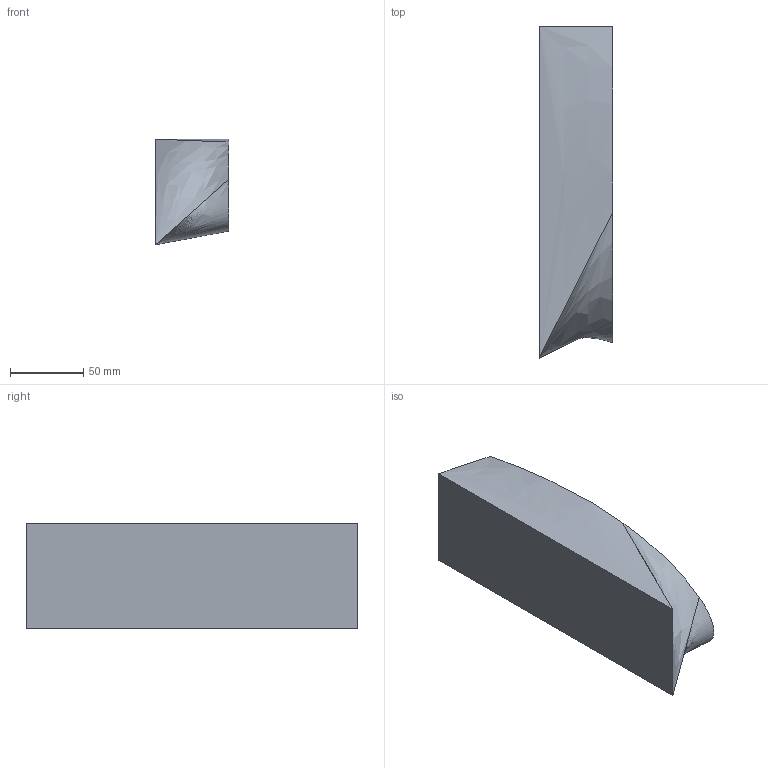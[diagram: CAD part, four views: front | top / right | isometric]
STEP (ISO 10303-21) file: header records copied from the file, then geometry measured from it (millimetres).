
FILE_DESCRIPTION(/* description */ (''),/* implementation_level */ '2;1');
FILE_NAME(/* name */ 'HAWK_wing_mound.step',/* time_stamp */ '2022-10-29T19:20:50+02:00',/* author */ (''),/* organization */ (''),/* preprocessor_version */ 'ST-DEVELOPER v19.2',/* originating_system */ 'Autodesk Translation Framework v11.17.0.187',/* authorisation */ '');
FILE_SCHEMA (('AUTOMOTIVE_DESIGN { 1 0 10303 214 3 1 1 }'));
Length unit declared in the file: millimetre
Products named in the file (1): HAWK
Bounding box: 50 x 226 x 72.01 mm (x, y, z)
Volume: 656613.7 mm3; surface area: 55240.4 mm2
Topology: 1 solids, 1 shells, 6 faces, 14 edges, 10 vertices
Faces by surface type: plane 3, bspline 3
Entity records: 2094 total; most frequent: CARTESIAN_POINT 1915, ORIENTED_EDGE 28, DIRECTION 19, EDGE_CURVE 14, LINE 11, VECTOR 11, VERTEX_POINT 10, FACE_OUTER_BOUND 6
